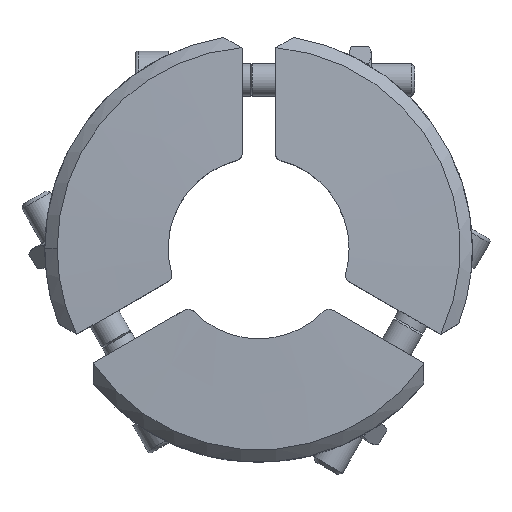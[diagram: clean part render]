
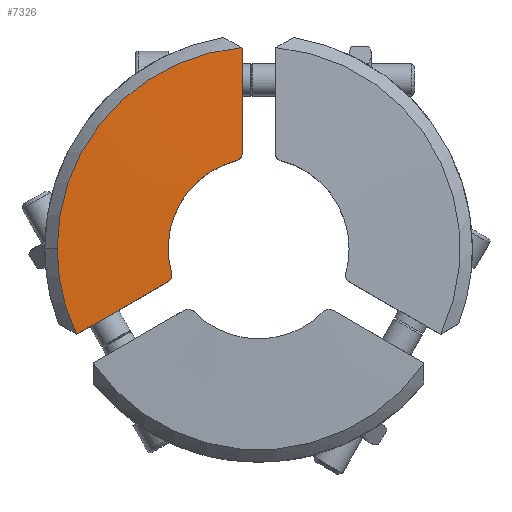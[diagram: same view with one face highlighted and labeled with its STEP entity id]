
A CAD part, top view. The second image highlights one B-rep face of the part: STEP entity #7326.
In plain terms, the highlighted conical face has half-angle 88 degrees and reference radius 24.501 mm.
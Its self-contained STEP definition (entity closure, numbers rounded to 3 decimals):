
#11 = CARTESIAN_POINT ( 'NONE',  ( -2., 11.619, 8.972 ) ) ;
#16 = CARTESIAN_POINT ( 'NONE',  ( -2., 15.867, 8.826 ) ) ;
#24 = CARTESIAN_POINT ( 'NONE',  ( -2.75, 10.651, 9. ) ) ;
#48 = CARTESIAN_POINT ( 'NONE',  ( -11.062, -4.077, 8.972 ) ) ;
#143 = VERTEX_POINT ( 'NONE', #11 ) ;
#231 = EDGE_CURVE ( 'NONE', #7025, #4390, #2884, .T. ) ;
#421 = CARTESIAN_POINT ( 'NONE',  ( 0., 0., 9. ) ) ;
#448 = B_SPLINE_CURVE_WITH_KNOTS ( 'NONE', 3,
 ( #5344, #714, #1477, #6884, #2255, #7630 ),
 .UNSPECIFIED., .F., .F.,
 ( 4, 2, 4 ),
 ( 0., 0.001, 0.001 ),
 .UNSPECIFIED. ) ;
#714 = CARTESIAN_POINT ( 'NONE',  ( -10.87, -3.967, 8.98 ) ) ;
#940 = CARTESIAN_POINT ( 'NONE',  ( -14.742, -6.202, 8.826 ) ) ;
#1101 = CARTESIAN_POINT ( 'NONE',  ( -2., 24.364, 8.53 ) ) ;
#1194 = EDGE_CURVE ( 'NONE', #5431, #1289, #4244, .T. ) ;
#1221 = DIRECTION ( 'NONE',  ( 0., 1., 0. ) ) ;
#1289 = VERTEX_POINT ( 'NONE', #8821 ) ;
#1388 = DIRECTION ( 'NONE',  ( 0., 1., 0. ) ) ;
#1409 = CARTESIAN_POINT ( 'NONE',  ( -2., 11.397, 8.98 ) ) ;
#1477 = CARTESIAN_POINT ( 'NONE',  ( -10.721, -3.795, 8.987 ) ) ;
#1501 = ORIENTED_EDGE ( 'NONE', *, *, #6776, .T. ) ;
#1572 = CARTESIAN_POINT ( 'NONE',  ( -2., 24.364, 8.53 ) ) ;
#1573 = AXIS2_PLACEMENT_3D ( 'NONE', #7531, #2938, #8252 ) ;
#1788 = EDGE_CURVE ( 'NONE', #9250, #3981, #2722, .T. ) ;
#2026 = CONICAL_SURFACE ( 'NONE', #6911, 24.501, 1.536 ) ;
#2155 = DIRECTION ( 'NONE',  ( 0., 0., -1. ) ) ;
#2255 = CARTESIAN_POINT ( 'NONE',  ( -10.539, -3.157, 9. ) ) ;
#2264 = ORIENTED_EDGE ( 'NONE', *, *, #8531, .T. ) ;
#2328 = VERTEX_POINT ( 'NONE', #24 ) ;
#2336 = B_SPLINE_CURVE_WITH_KNOTS ( 'NONE', 3,
 ( #5443, #16, #6205, #1572 ),
 .UNSPECIFIED., .F., .F.,
 ( 4, 4 ),
 ( 0., 0.013 ),
 .UNSPECIFIED. ) ;
#2398 = AXIS2_PLACEMENT_3D ( 'NONE', #7394, #2803, #8112 ) ;
#2531 = CARTESIAN_POINT ( 'NONE',  ( -2.055, 24.396, 8.529 ) ) ;
#2722 = CIRCLE ( 'NONE', #1573, 24.501 ) ;
#2803 = DIRECTION ( 'NONE',  ( 0., 0., 1. ) ) ;
#2884 = B_SPLINE_CURVE_WITH_KNOTS ( 'NONE', 3,
 ( #3273, #940, #8560, #4042 ),
 .UNSPECIFIED., .F., .F.,
 ( 4, 4 ),
 ( 0., 0.013 ),
 .UNSPECIFIED. ) ;
#2938 = DIRECTION ( 'NONE',  ( 0., 0., 1. ) ) ;
#3004 = CARTESIAN_POINT ( 'NONE',  ( -2.074, 11.182, 8.987 ) ) ;
#3238 = CARTESIAN_POINT ( 'NONE',  ( -10.599, -2.944, 9. ) ) ;
#3273 = CARTESIAN_POINT ( 'NONE',  ( -11.062, -4.077, 8.972 ) ) ;
#3314 = CARTESIAN_POINT ( 'NONE',  ( -2.083, 24.412, 8.529 ) ) ;
#3484 = ORIENTED_EDGE ( 'NONE', *, *, #6422, .T. ) ;
#3664 = ORIENTED_EDGE ( 'NONE', *, *, #231, .F. ) ;
#3682 = EDGE_CURVE ( 'NONE', #143, #5431, #2336, .T. ) ;
#3748 = CARTESIAN_POINT ( 'NONE',  ( -2., 11.619, 8.972 ) ) ;
#3780 = CARTESIAN_POINT ( 'NONE',  ( -2.535, 10.706, 9. ) ) ;
#3981 = VERTEX_POINT ( 'NONE', #9799 ) ;
#4042 = CARTESIAN_POINT ( 'NONE',  ( -22.1, -10.45, 8.53 ) ) ;
#4071 = ORIENTED_EDGE ( 'NONE', *, *, #1194, .T. ) ;
#4244 = B_SPLINE_CURVE_WITH_KNOTS ( 'NONE', 3,
 ( #7867, #5604, #2531, #3314 ),
 .UNSPECIFIED., .F., .F.,
 ( 4, 4 ),
 ( 0., 0. ),
 .UNSPECIFIED. ) ;
#4364 = CARTESIAN_POINT ( 'NONE',  ( -22.1, -10.45, 8.53 ) ) ;
#4390 = VERTEX_POINT ( 'NONE', #7391 ) ;
#5103 = CARTESIAN_POINT ( 'NONE',  ( -22.183, -10.402, 8.529 ) ) ;
#5237 = AXIS2_PLACEMENT_3D ( 'NONE', #421, #5844, #1221 ) ;
#5344 = CARTESIAN_POINT ( 'NONE',  ( -11.062, -4.077, 8.972 ) ) ;
#5431 = VERTEX_POINT ( 'NONE', #1101 ) ;
#5443 = CARTESIAN_POINT ( 'NONE',  ( -2., 11.619, 8.972 ) ) ;
#5604 = CARTESIAN_POINT ( 'NONE',  ( -2.028, 24.38, 8.53 ) ) ;
#5787 = CIRCLE ( 'NONE', #2398, 24.501 ) ;
#5844 = DIRECTION ( 'NONE',  ( 0., 0., -1. ) ) ;
#5921 = CIRCLE ( 'NONE', #5237, 11. ) ;
#6205 = CARTESIAN_POINT ( 'NONE',  ( -2., 20.116, 8.678 ) ) ;
#6379 = FACE_OUTER_BOUND ( 'NONE', #8183, .T. ) ;
#6422 = EDGE_CURVE ( 'NONE', #7025, #7065, #448, .T. ) ;
#6453 = B_SPLINE_CURVE_WITH_KNOTS ( 'NONE', 3,
 ( #3748, #1409, #3004, #8304, #3780, #9048 ),
 .UNSPECIFIED., .F., .F.,
 ( 4, 2, 4 ),
 ( 0., 0.001, 0.001 ),
 .UNSPECIFIED. ) ;
#6776 = EDGE_CURVE ( 'NONE', #7065, #2328, #5921, .T. ) ;
#6780 = CARTESIAN_POINT ( 'NONE',  ( 0., 0., 8.529 ) ) ;
#6872 = CARTESIAN_POINT ( 'NONE',  ( -24.501, 0., 8.529 ) ) ;
#6884 = CARTESIAN_POINT ( 'NONE',  ( -10.553, -3.385, 8.997 ) ) ;
#6887 = B_SPLINE_CURVE_WITH_KNOTS ( 'NONE', 3,
 ( #5103, #8126, #8861, #4364 ),
 .UNSPECIFIED., .F., .F.,
 ( 4, 4 ),
 ( 0., 0. ),
 .UNSPECIFIED. ) ;
#6911 = AXIS2_PLACEMENT_3D ( 'NONE', #6780, #2155, #1388 ) ;
#7015 = ORIENTED_EDGE ( 'NONE', *, *, #3682, .T. ) ;
#7025 = VERTEX_POINT ( 'NONE', #48 ) ;
#7065 = VERTEX_POINT ( 'NONE', #3238 ) ;
#7326 = ADVANCED_FACE ( 'NONE', ( #6379 ), #2026, .T. ) ;
#7391 = CARTESIAN_POINT ( 'NONE',  ( -22.1, -10.45, 8.53 ) ) ;
#7394 = CARTESIAN_POINT ( 'NONE',  ( 0., 0., 8.529 ) ) ;
#7531 = CARTESIAN_POINT ( 'NONE',  ( 0., 0., 8.529 ) ) ;
#7630 = CARTESIAN_POINT ( 'NONE',  ( -10.599, -2.944, 9. ) ) ;
#7664 = EDGE_CURVE ( 'NONE', #1289, #9250, #5787, .T. ) ;
#7867 = CARTESIAN_POINT ( 'NONE',  ( -2., 24.364, 8.53 ) ) ;
#8112 = DIRECTION ( 'NONE',  ( 0., 1., 0. ) ) ;
#8126 = CARTESIAN_POINT ( 'NONE',  ( -22.155, -10.418, 8.529 ) ) ;
#8183 = EDGE_LOOP ( 'NONE', ( #1501, #8374, #7015, #4071, #9083, #8765, #2264, #3664, #3484 ) ) ;
#8252 = DIRECTION ( 'NONE',  ( 0., 1., 0. ) ) ;
#8304 = CARTESIAN_POINT ( 'NONE',  ( -2.345, 10.831, 8.997 ) ) ;
#8374 = ORIENTED_EDGE ( 'NONE', *, *, #9236, .F. ) ;
#8531 = EDGE_CURVE ( 'NONE', #3981, #4390, #6887, .T. ) ;
#8560 = CARTESIAN_POINT ( 'NONE',  ( -18.421, -8.326, 8.678 ) ) ;
#8765 = ORIENTED_EDGE ( 'NONE', *, *, #1788, .T. ) ;
#8821 = CARTESIAN_POINT ( 'NONE',  ( -2.083, 24.412, 8.529 ) ) ;
#8861 = CARTESIAN_POINT ( 'NONE',  ( -22.128, -10.434, 8.53 ) ) ;
#9048 = CARTESIAN_POINT ( 'NONE',  ( -2.75, 10.651, 9. ) ) ;
#9083 = ORIENTED_EDGE ( 'NONE', *, *, #7664, .T. ) ;
#9236 = EDGE_CURVE ( 'NONE', #143, #2328, #6453, .T. ) ;
#9250 = VERTEX_POINT ( 'NONE', #6872 ) ;
#9799 = CARTESIAN_POINT ( 'NONE',  ( -22.183, -10.402, 8.529 ) ) ;
